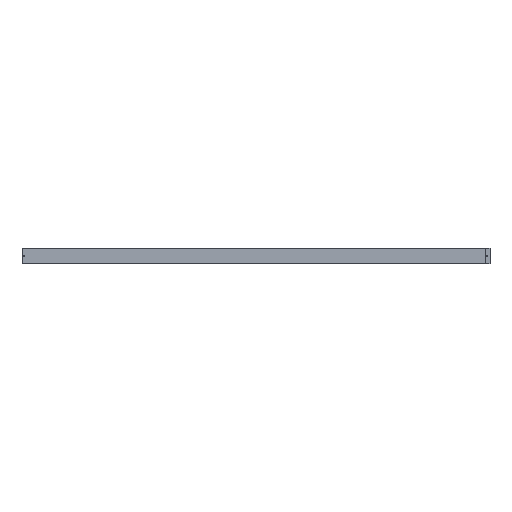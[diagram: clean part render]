
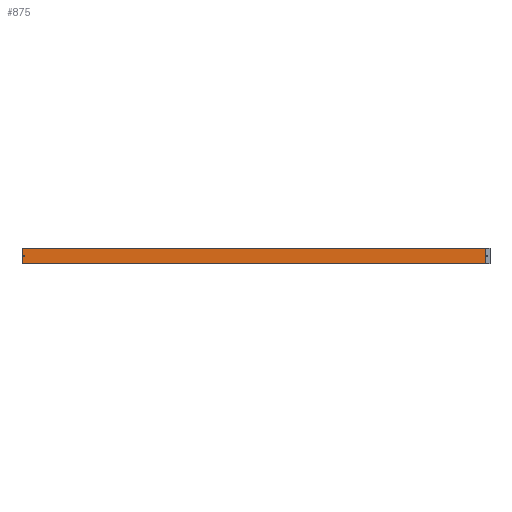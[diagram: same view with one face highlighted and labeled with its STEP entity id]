
A CAD part, front view. The second image highlights one B-rep face of the part: STEP entity #875.
In plain terms, the highlighted planar face has unit normal (0, -1, 0).
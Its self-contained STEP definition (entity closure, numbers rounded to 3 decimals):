
#81 = ORIENTED_EDGE ( 'NONE', *, *, #1630, .T. ) ;
#110 = LINE ( 'NONE', #787, #170 ) ;
#142 = EDGE_CURVE ( 'NONE', #608, #841, #110, .T. ) ;
#154 = CARTESIAN_POINT ( 'NONE',  ( -2970., 0., -50. ) ) ;
#170 = VECTOR ( 'NONE', #1158, 1000. ) ;
#183 = DIRECTION ( 'NONE',  ( 0., 0., 1. ) ) ;
#198 = CARTESIAN_POINT ( 'NONE',  ( -0.01, 0., 50. ) ) ;
#199 = ORIENTED_EDGE ( 'NONE', *, *, #534, .F. ) ;
#248 = VECTOR ( 'NONE', #369, 1000. ) ;
#276 = CARTESIAN_POINT ( 'NONE',  ( 0.98, 0., -50. ) ) ;
#313 = LINE ( 'NONE', #1064, #593 ) ;
#358 = CARTESIAN_POINT ( 'NONE',  ( 0.98, 0., -50. ) ) ;
#369 = DIRECTION ( 'NONE',  ( -1., 0., 0. ) ) ;
#497 = PLANE ( 'NONE',  #2005 ) ;
#527 = EDGE_LOOP ( 'NONE', ( #1350, #1627, #1429, #1215 ) ) ;
#534 = EDGE_CURVE ( 'NONE', #844, #841, #313, .T. ) ;
#544 = EDGE_CURVE ( 'NONE', #1271, #1250, #1012, .T. ) ;
#576 = EDGE_CURVE ( 'NONE', #1250, #584, #727, .T. ) ;
#584 = VERTEX_POINT ( 'NONE', #1758 ) ;
#587 = ORIENTED_EDGE ( 'NONE', *, *, #142, .T. ) ;
#592 = EDGE_CURVE ( 'NONE', #584, #873, #937, .T. ) ;
#593 = VECTOR ( 'NONE', #1203, 1000. ) ;
#604 = EDGE_CURVE ( 'NONE', #873, #1271, #1863, .T. ) ;
#608 = VERTEX_POINT ( 'NONE', #688 ) ;
#623 = EDGE_CURVE ( 'NONE', #844, #1136, #758, .T. ) ;
#633 = LINE ( 'NONE', #198, #248 ) ;
#681 = CARTESIAN_POINT ( 'NONE',  ( -2952.5, 0., 3.5 ) ) ;
#688 = CARTESIAN_POINT ( 'NONE',  ( -2970., 0., 50. ) ) ;
#727 = LINE ( 'NONE', #1836, #2053 ) ;
#758 = LINE ( 'NONE', #358, #1173 ) ;
#787 = CARTESIAN_POINT ( 'NONE',  ( -2970., 0., 50. ) ) ;
#838 = DIRECTION ( 'NONE',  ( 0., 0., -1. ) ) ;
#841 = VERTEX_POINT ( 'NONE', #154 ) ;
#844 = VERTEX_POINT ( 'NONE', #276 ) ;
#855 = CARTESIAN_POINT ( 'NONE',  ( -2962.5, 0., 3.5 ) ) ;
#873 = VERTEX_POINT ( 'NONE', #2039 ) ;
#875 = ADVANCED_FACE ( 'NONE', ( #1278, #1093 ), #497, .T. ) ;
#879 = CARTESIAN_POINT ( 'NONE',  ( 0.98, 0., 50. ) ) ;
#933 = DIRECTION ( 'NONE',  ( -1., 0., 0. ) ) ;
#937 = LINE ( 'NONE', #855, #1780 ) ;
#1012 = LINE ( 'NONE', #1172, #1391 ) ;
#1022 = DIRECTION ( 'NONE',  ( 0., 0., 1. ) ) ;
#1064 = CARTESIAN_POINT ( 'NONE',  ( -0.01, 0., -50. ) ) ;
#1093 = FACE_OUTER_BOUND ( 'NONE', #1545, .T. ) ;
#1136 = VERTEX_POINT ( 'NONE', #879 ) ;
#1158 = DIRECTION ( 'NONE',  ( 0., 0., -1. ) ) ;
#1172 = CARTESIAN_POINT ( 'NONE',  ( -2952.5, 0., 3.5 ) ) ;
#1173 = VECTOR ( 'NONE', #183, 1000. ) ;
#1203 = DIRECTION ( 'NONE',  ( -1., 0., 0. ) ) ;
#1215 = ORIENTED_EDGE ( 'NONE', *, *, #604, .T. ) ;
#1250 = VERTEX_POINT ( 'NONE', #1425 ) ;
#1271 = VERTEX_POINT ( 'NONE', #1875 ) ;
#1278 = FACE_BOUND ( 'NONE', #527, .T. ) ;
#1304 = DIRECTION ( 'NONE',  ( 1., 0., 0. ) ) ;
#1350 = ORIENTED_EDGE ( 'NONE', *, *, #544, .T. ) ;
#1391 = VECTOR ( 'NONE', #1761, 1000. ) ;
#1425 = CARTESIAN_POINT ( 'NONE',  ( -2952.5, 0., -3.5 ) ) ;
#1429 = ORIENTED_EDGE ( 'NONE', *, *, #592, .T. ) ;
#1478 = ORIENTED_EDGE ( 'NONE', *, *, #623, .T. ) ;
#1545 = EDGE_LOOP ( 'NONE', ( #199, #1478, #81, #587 ) ) ;
#1595 = CARTESIAN_POINT ( 'NONE',  ( -2970., 0., 50. ) ) ;
#1627 = ORIENTED_EDGE ( 'NONE', *, *, #576, .T. ) ;
#1630 = EDGE_CURVE ( 'NONE', #1136, #608, #633, .T. ) ;
#1743 = DIRECTION ( 'NONE',  ( 0., -1., 0. ) ) ;
#1758 = CARTESIAN_POINT ( 'NONE',  ( -2962.5, 0., -3.5 ) ) ;
#1761 = DIRECTION ( 'NONE',  ( 0., 0., -1. ) ) ;
#1780 = VECTOR ( 'NONE', #1022, 1000. ) ;
#1836 = CARTESIAN_POINT ( 'NONE',  ( -2952.5, 0., -3.5 ) ) ;
#1863 = LINE ( 'NONE', #681, #1907 ) ;
#1875 = CARTESIAN_POINT ( 'NONE',  ( -2952.5, 0., 3.5 ) ) ;
#1907 = VECTOR ( 'NONE', #1304, 1000. ) ;
#2005 = AXIS2_PLACEMENT_3D ( 'NONE', #1595, #1743, #838 ) ;
#2039 = CARTESIAN_POINT ( 'NONE',  ( -2962.5, 0., 3.5 ) ) ;
#2053 = VECTOR ( 'NONE', #933, 1000. ) ;
